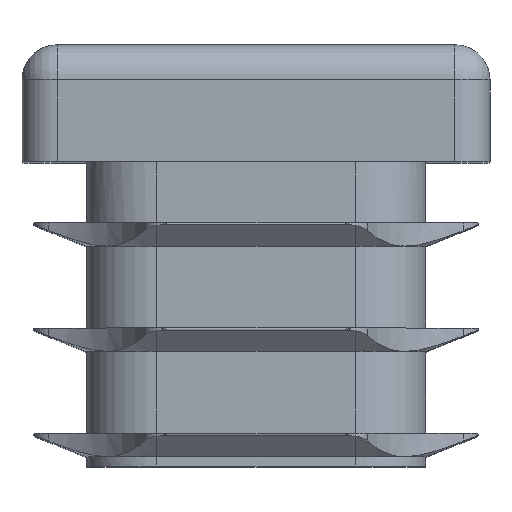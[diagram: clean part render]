
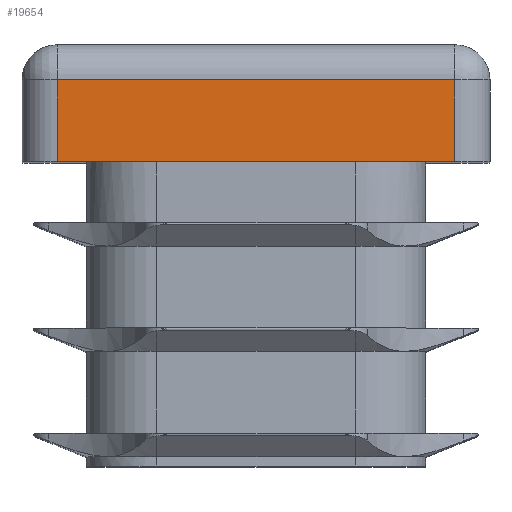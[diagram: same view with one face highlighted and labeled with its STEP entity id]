
A CAD part, top view. The second image highlights one B-rep face of the part: STEP entity #19654.
In plain terms, the highlighted planar face has unit normal (0, 0, 1).
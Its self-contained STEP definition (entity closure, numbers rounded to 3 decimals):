
#320 = ORIENTED_EDGE ( 'NONE', *, *, #7380, .T. ) ;
#1367 = VECTOR ( 'NONE', #14640, 1000. ) ;
#2224 = DIRECTION ( 'NONE',  ( 0., 1., 0. ) ) ;
#2442 = VECTOR ( 'NONE', #9618, 1000. ) ;
#3161 = DIRECTION ( 'NONE',  ( -1., 0., 0. ) ) ;
#3211 = VECTOR ( 'NONE', #4106, 1000. ) ;
#3358 = PLANE ( 'NONE',  #5572 ) ;
#3761 = CARTESIAN_POINT ( 'NONE',  ( -8.5, 0., 17.5 ) ) ;
#4038 = CARTESIAN_POINT ( 'NONE',  ( -10., 0., 17.5 ) ) ;
#4106 = DIRECTION ( 'NONE',  ( 1., 0., 0. ) ) ;
#4257 = LINE ( 'NONE', #4955, #15440 ) ;
#4914 = EDGE_CURVE ( 'NONE', #12592, #16638, #6874, .T. ) ;
#4955 = CARTESIAN_POINT ( 'NONE',  ( 8.5, 5., 17.5 ) ) ;
#5401 = VERTEX_POINT ( 'NONE', #14679 ) ;
#5572 = AXIS2_PLACEMENT_3D ( 'NONE', #18513, #16850, #3161 ) ;
#6874 = LINE ( 'NONE', #11689, #1367 ) ;
#7235 = LINE ( 'NONE', #14104, #2442 ) ;
#7380 = EDGE_CURVE ( 'NONE', #16638, #16086, #15364, .T. ) ;
#8441 = CARTESIAN_POINT ( 'NONE',  ( 8.5, 0., 17.5 ) ) ;
#9618 = DIRECTION ( 'NONE',  ( -1., 0., 0. ) ) ;
#10141 = CARTESIAN_POINT ( 'NONE',  ( -8.5, 3.5, 17.5 ) ) ;
#11689 = CARTESIAN_POINT ( 'NONE',  ( -8.5, 5., 17.5 ) ) ;
#12359 = FACE_OUTER_BOUND ( 'NONE', #15430, .T. ) ;
#12592 = VERTEX_POINT ( 'NONE', #10141 ) ;
#13672 = EDGE_CURVE ( 'NONE', #16086, #5401, #4257, .T. ) ;
#14104 = CARTESIAN_POINT ( 'NONE',  ( -8.5, 3.5, 17.5 ) ) ;
#14308 = ORIENTED_EDGE ( 'NONE', *, *, #13672, .T. ) ;
#14491 = EDGE_CURVE ( 'NONE', #5401, #12592, #7235, .T. ) ;
#14640 = DIRECTION ( 'NONE',  ( 0., -1., 0. ) ) ;
#14679 = CARTESIAN_POINT ( 'NONE',  ( 8.5, 3.5, 17.5 ) ) ;
#15364 = LINE ( 'NONE', #4038, #3211 ) ;
#15430 = EDGE_LOOP ( 'NONE', ( #14308, #16299, #17641, #320 ) ) ;
#15440 = VECTOR ( 'NONE', #2224, 1000. ) ;
#16086 = VERTEX_POINT ( 'NONE', #8441 ) ;
#16299 = ORIENTED_EDGE ( 'NONE', *, *, #14491, .T. ) ;
#16638 = VERTEX_POINT ( 'NONE', #3761 ) ;
#16850 = DIRECTION ( 'NONE',  ( 0., 0., -1. ) ) ;
#17641 = ORIENTED_EDGE ( 'NONE', *, *, #4914, .T. ) ;
#18513 = CARTESIAN_POINT ( 'NONE',  ( -10., 5., 17.5 ) ) ;
#19654 = ADVANCED_FACE ( 'NONE', ( #12359 ), #3358, .F. ) ;
